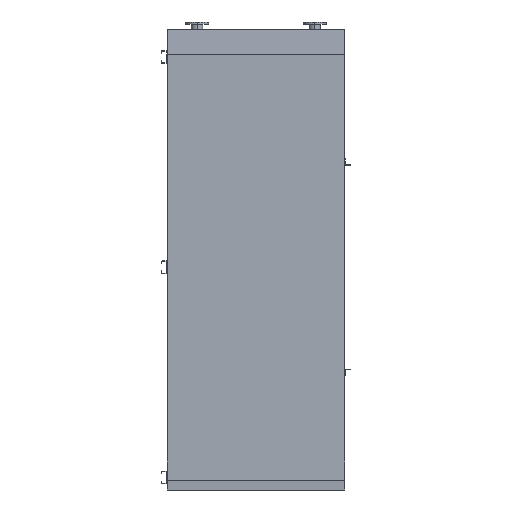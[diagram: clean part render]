
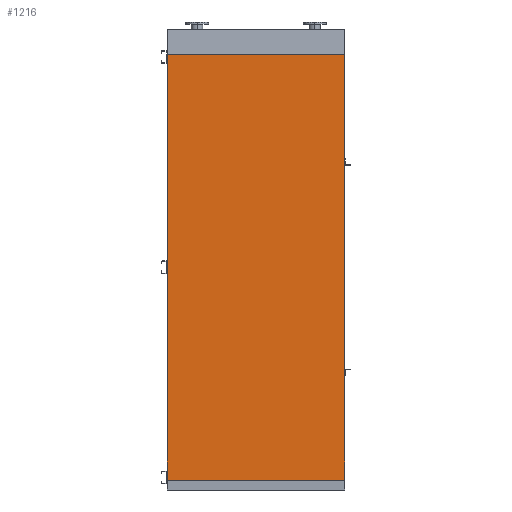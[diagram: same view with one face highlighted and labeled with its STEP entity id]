
A CAD part, front view. The second image highlights one B-rep face of the part: STEP entity #1216.
In plain terms, the highlighted planar face has unit normal (0, -1, 0).
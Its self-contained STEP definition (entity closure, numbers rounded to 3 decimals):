
#12 = CARTESIAN_POINT ( 'NONE',  ( -845., 0., 0. ) ) ;
#469 = LINE ( 'NONE', #6233, #2171 ) ;
#589 = ORIENTED_EDGE ( 'NONE', *, *, #13747, .T. ) ;
#835 = DIRECTION ( 'NONE',  ( 0., 0., 1. ) ) ;
#889 = CARTESIAN_POINT ( 'NONE',  ( -845., 0., -4050. ) ) ;
#990 = ORIENTED_EDGE ( 'NONE', *, *, #2930, .F. ) ;
#1168 = FACE_OUTER_BOUND ( 'NONE', #8797, .T. ) ;
#1216 = ADVANCED_FACE ( 'NONE', ( #1168 ), #2193, .T. ) ;
#1708 = CARTESIAN_POINT ( 'NONE',  ( 845., 0., -4050. ) ) ;
#2171 = VECTOR ( 'NONE', #8252, 1000. ) ;
#2193 = PLANE ( 'NONE',  #14039 ) ;
#2333 = ORIENTED_EDGE ( 'NONE', *, *, #9466, .F. ) ;
#2930 = EDGE_CURVE ( 'NONE', #5034, #12099, #9362, .T. ) ;
#3039 = VECTOR ( 'NONE', #6044, 1000. ) ;
#4113 = CARTESIAN_POINT ( 'NONE',  ( 845., 0., 0. ) ) ;
#4720 = VECTOR ( 'NONE', #835, 1000. ) ;
#5034 = VERTEX_POINT ( 'NONE', #12 ) ;
#5271 = CARTESIAN_POINT ( 'NONE',  ( -845., 0., -4050. ) ) ;
#5287 = DIRECTION ( 'NONE',  ( 0., 0., -1. ) ) ;
#5348 = DIRECTION ( 'NONE',  ( 1., 0., 0. ) ) ;
#6044 = DIRECTION ( 'NONE',  ( 1., 0., 0. ) ) ;
#6213 = LINE ( 'NONE', #5271, #9104 ) ;
#6233 = CARTESIAN_POINT ( 'NONE',  ( -845., 0., -4050. ) ) ;
#6307 = CARTESIAN_POINT ( 'NONE',  ( 845., 0., -4050. ) ) ;
#7355 = VERTEX_POINT ( 'NONE', #6307 ) ;
#8252 = DIRECTION ( 'NONE',  ( 0., 0., 1. ) ) ;
#8797 = EDGE_LOOP ( 'NONE', ( #990, #2333, #589, #13756 ) ) ;
#9104 = VECTOR ( 'NONE', #5348, 1000. ) ;
#9362 = LINE ( 'NONE', #10310, #3039 ) ;
#9466 = EDGE_CURVE ( 'NONE', #11145, #5034, #469, .T. ) ;
#10310 = CARTESIAN_POINT ( 'NONE',  ( -845., 0., 0. ) ) ;
#11145 = VERTEX_POINT ( 'NONE', #13476 ) ;
#12099 = VERTEX_POINT ( 'NONE', #4113 ) ;
#12611 = EDGE_CURVE ( 'NONE', #7355, #12099, #12941, .T. ) ;
#12941 = LINE ( 'NONE', #1708, #4720 ) ;
#13476 = CARTESIAN_POINT ( 'NONE',  ( -845., 0., -4050. ) ) ;
#13747 = EDGE_CURVE ( 'NONE', #11145, #7355, #6213, .T. ) ;
#13756 = ORIENTED_EDGE ( 'NONE', *, *, #12611, .T. ) ;
#14039 = AXIS2_PLACEMENT_3D ( 'NONE', #889, #14069, #5287 ) ;
#14069 = DIRECTION ( 'NONE',  ( 0., -1., 0. ) ) ;
